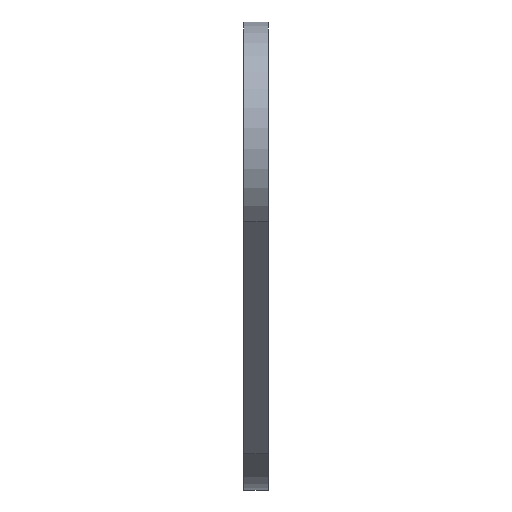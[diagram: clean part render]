
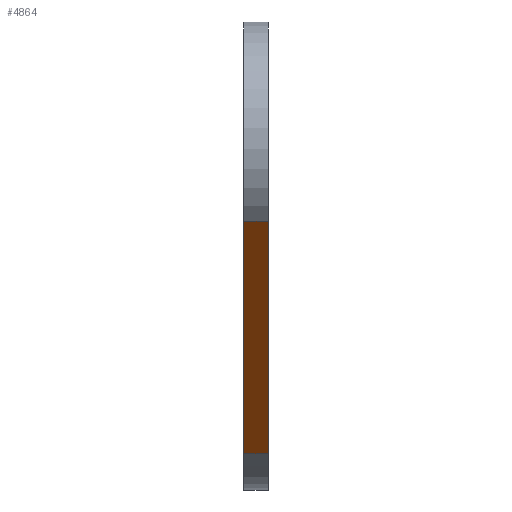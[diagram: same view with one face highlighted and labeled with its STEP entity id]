
A CAD part, left-side view. The second image highlights one B-rep face of the part: STEP entity #4864.
In plain terms, the highlighted planar face has unit normal (-0.707, 0, -0.707).
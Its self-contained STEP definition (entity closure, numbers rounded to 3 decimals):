
#140 = ORIENTED_EDGE ( 'NONE', *, *, #1598, .T. ) ;
#381 = VECTOR ( 'NONE', #4768, 1000. ) ;
#387 = DIRECTION ( 'NONE',  ( 0., -1., 0. ) ) ;
#641 = DIRECTION ( 'NONE',  ( -0.707, 0., 0.707 ) ) ;
#944 = ORIENTED_EDGE ( 'NONE', *, *, #1830, .F. ) ;
#1078 = AXIS2_PLACEMENT_3D ( 'NONE', #4032, #3660, #641 ) ;
#1204 = CARTESIAN_POINT ( 'NONE',  ( -20.153, 0., -20.153 ) ) ;
#1254 = VERTEX_POINT ( 'NONE', #1990 ) ;
#1490 = VECTOR ( 'NONE', #387, 1000. ) ;
#1598 = EDGE_CURVE ( 'NONE', #2453, #2033, #2263, .T. ) ;
#1624 = CARTESIAN_POINT ( 'NONE',  ( -20.153, 6., -20.153 ) ) ;
#1782 = VECTOR ( 'NONE', #3896, 1000. ) ;
#1830 = EDGE_CURVE ( 'NONE', #1254, #3024, #3967, .T. ) ;
#1990 = CARTESIAN_POINT ( 'NONE',  ( -20.153, 6., -20.153 ) ) ;
#2012 = ORIENTED_EDGE ( 'NONE', *, *, #4070, .T. ) ;
#2033 = VERTEX_POINT ( 'NONE', #2213 ) ;
#2090 = LINE ( 'NONE', #1624, #1782 ) ;
#2154 = CARTESIAN_POINT ( 'NONE',  ( 36.408, 6., -76.713 ) ) ;
#2213 = CARTESIAN_POINT ( 'NONE',  ( 36.408, 0., -76.713 ) ) ;
#2263 = LINE ( 'NONE', #3778, #1490 ) ;
#2453 = VERTEX_POINT ( 'NONE', #2154 ) ;
#2516 = PLANE ( 'NONE',  #1078 ) ;
#2774 = EDGE_LOOP ( 'NONE', ( #2012, #140, #3675, #944 ) ) ;
#2880 = CARTESIAN_POINT ( 'NONE',  ( -20.153, 6., -20.153 ) ) ;
#3024 = VERTEX_POINT ( 'NONE', #4065 ) ;
#3087 = LINE ( 'NONE', #1204, #4072 ) ;
#3340 = EDGE_CURVE ( 'NONE', #3024, #2033, #3087, .T. ) ;
#3660 = DIRECTION ( 'NONE',  ( -0.707, 0., -0.707 ) ) ;
#3675 = ORIENTED_EDGE ( 'NONE', *, *, #3340, .F. ) ;
#3778 = CARTESIAN_POINT ( 'NONE',  ( 36.408, 6., -76.713 ) ) ;
#3896 = DIRECTION ( 'NONE',  ( 0.707, 0., -0.707 ) ) ;
#3967 = LINE ( 'NONE', #2880, #381 ) ;
#4032 = CARTESIAN_POINT ( 'NONE',  ( -20.153, 6., -20.153 ) ) ;
#4065 = CARTESIAN_POINT ( 'NONE',  ( -20.153, 0., -20.153 ) ) ;
#4070 = EDGE_CURVE ( 'NONE', #1254, #2453, #2090, .T. ) ;
#4072 = VECTOR ( 'NONE', #4225, 1000. ) ;
#4225 = DIRECTION ( 'NONE',  ( 0.707, 0., -0.707 ) ) ;
#4410 = FACE_OUTER_BOUND ( 'NONE', #2774, .T. ) ;
#4768 = DIRECTION ( 'NONE',  ( 0., -1., 0. ) ) ;
#4864 = ADVANCED_FACE ( 'NONE', ( #4410 ), #2516, .T. ) ;
